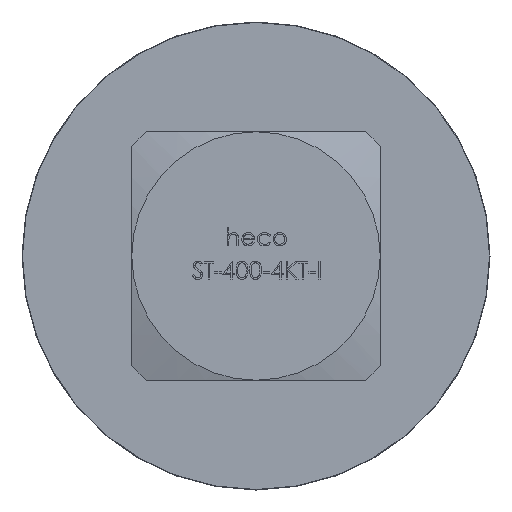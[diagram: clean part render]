
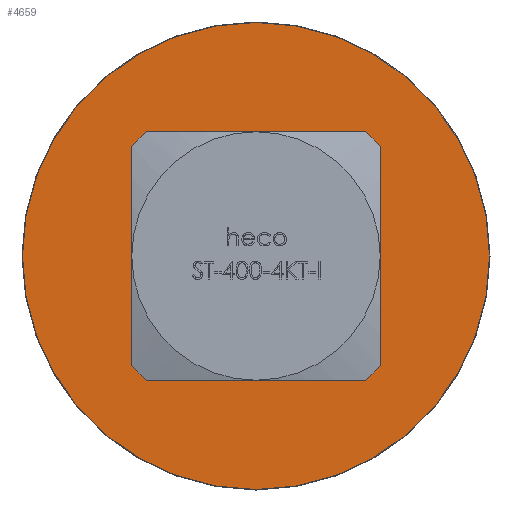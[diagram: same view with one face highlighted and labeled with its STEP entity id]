
A CAD part, front view. The second image highlights one B-rep face of the part: STEP entity #4659.
In plain terms, the highlighted planar face has unit normal (0, -1, 0).
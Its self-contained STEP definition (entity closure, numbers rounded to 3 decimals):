
#81 = DIRECTION ( 'NONE',  ( 0., 1., 0. ) ) ;
#130 = DIRECTION ( 'NONE',  ( 0., 0., 1. ) ) ;
#186 = PLANE ( 'NONE',  #11611 ) ;
#187 = CARTESIAN_POINT ( 'NONE',  ( 0., 20., 0. ) ) ;
#226 = CARTESIAN_POINT ( 'NONE',  ( 30., 20., 30. ) ) ;
#227 = DIRECTION ( 'NONE',  ( 1., 0., 0. ) ) ;
#1237 = VERTEX_POINT ( 'NONE', #4537 ) ;
#1790 = DIRECTION ( 'NONE',  ( 1., 0., 0. ) ) ;
#1794 = DIRECTION ( 'NONE',  ( 0., -1., 0. ) ) ;
#1796 = CARTESIAN_POINT ( 'NONE',  ( 0., 20., 0. ) ) ;
#1962 = DIRECTION ( 'NONE',  ( 0., 0., 1. ) ) ;
#1964 = CARTESIAN_POINT ( 'NONE',  ( -30., 20., 30. ) ) ;
#2128 = DIRECTION ( 'NONE',  ( 0., 0., -1. ) ) ;
#2130 = CARTESIAN_POINT ( 'NONE',  ( 30., 20., -30. ) ) ;
#2346 = DIRECTION ( 'NONE',  ( 1., 0., 0. ) ) ;
#2348 = DIRECTION ( 'NONE',  ( 0., -1., 0. ) ) ;
#2350 = CARTESIAN_POINT ( 'NONE',  ( 0., 20., 0. ) ) ;
#2626 = VERTEX_POINT ( 'NONE', #7318 ) ;
#2640 = EDGE_LOOP ( 'NONE', ( #7165 ) ) ;
#2864 = VERTEX_POINT ( 'NONE', #7408 ) ;
#2882 = VERTEX_POINT ( 'NONE', #7317 ) ;
#3084 = EDGE_LOOP ( 'NONE', ( #7213, #3136, #7171, #7066, #3700, #6865, #6891, #6869 ) ) ;
#3136 = ORIENTED_EDGE ( 'NONE', *, *, #8270, .F. ) ;
#3152 = VERTEX_POINT ( 'NONE', #7392 ) ;
#3169 = VERTEX_POINT ( 'NONE', #7387 ) ;
#3186 = VERTEX_POINT ( 'NONE', #7359 ) ;
#3191 = VERTEX_POINT ( 'NONE', #7327 ) ;
#3322 = VERTEX_POINT ( 'NONE', #10861 ) ;
#3700 = ORIENTED_EDGE ( 'NONE', *, *, #8292, .T. ) ;
#3733 = CIRCLE ( 'NONE', #12123, 40. ) ;
#3738 = VECTOR ( 'NONE', #11889, 1000. ) ;
#3739 = LINE ( 'NONE', #11890, #3738 ) ;
#3971 = DIRECTION ( 'NONE',  ( 1., 0., 0. ) ) ;
#3972 = DIRECTION ( 'NONE',  ( 0., -1., 0. ) ) ;
#3973 = CARTESIAN_POINT ( 'NONE',  ( 0., 20., 0. ) ) ;
#4537 = CARTESIAN_POINT ( 'NONE',  ( 56.401, 20., 0. ) ) ;
#4659 = ADVANCED_FACE ( 'NONE', ( #12004, #12003 ), #186, .F. ) ;
#4829 = CARTESIAN_POINT ( 'NONE',  ( 0., 20., 0. ) ) ;
#4830 = DIRECTION ( 'NONE',  ( 0., -1., 0. ) ) ;
#4832 = DIRECTION ( 'NONE',  ( 1., 0., 0. ) ) ;
#5582 = AXIS2_PLACEMENT_3D ( 'NONE', #4829, #4830, #4832 ) ;
#5584 = AXIS2_PLACEMENT_3D ( 'NONE', #2350, #2348, #2346 ) ;
#5588 = AXIS2_PLACEMENT_3D ( 'NONE', #1796, #1794, #1790 ) ;
#6865 = ORIENTED_EDGE ( 'NONE', *, *, #8313, .F. ) ;
#6869 = ORIENTED_EDGE ( 'NONE', *, *, #8493, .F. ) ;
#6891 = ORIENTED_EDGE ( 'NONE', *, *, #8636, .T. ) ;
#7066 = ORIENTED_EDGE ( 'NONE', *, *, #8627, .F. ) ;
#7165 = ORIENTED_EDGE ( 'NONE', *, *, #8224, .T. ) ;
#7171 = ORIENTED_EDGE ( 'NONE', *, *, #8478, .T. ) ;
#7213 = ORIENTED_EDGE ( 'NONE', *, *, #8280, .T. ) ;
#7317 = CARTESIAN_POINT ( 'NONE',  ( -30., 20., -26.458 ) ) ;
#7318 = CARTESIAN_POINT ( 'NONE',  ( -26.458, 20., 30. ) ) ;
#7327 = CARTESIAN_POINT ( 'NONE',  ( 26.458, 20., -30. ) ) ;
#7359 = CARTESIAN_POINT ( 'NONE',  ( 26.458, 20., 30. ) ) ;
#7387 = CARTESIAN_POINT ( 'NONE',  ( -30., 20., 26.458 ) ) ;
#7392 = CARTESIAN_POINT ( 'NONE',  ( -26.458, 20., -30. ) ) ;
#7408 = CARTESIAN_POINT ( 'NONE',  ( 30., 20., -26.458 ) ) ;
#8224 = EDGE_CURVE ( 'NONE', #1237, #1237, #8689, .T. ) ;
#8270 = EDGE_CURVE ( 'NONE', #3191, #2864, #9456, .T. ) ;
#8280 = EDGE_CURVE ( 'NONE', #3322, #2864, #9444, .T. ) ;
#8292 = EDGE_CURVE ( 'NONE', #2882, #3169, #9446, .T. ) ;
#8313 = EDGE_CURVE ( 'NONE', #2626, #3169, #9239, .T. ) ;
#8478 = EDGE_CURVE ( 'NONE', #3191, #3152, #3739, .T. ) ;
#8493 = EDGE_CURVE ( 'NONE', #3322, #3186, #3733, .T. ) ;
#8627 = EDGE_CURVE ( 'NONE', #2882, #3152, #10078, .T. ) ;
#8636 = EDGE_CURVE ( 'NONE', #2626, #3186, #10095, .T. ) ;
#8689 = CIRCLE ( 'NONE', #5582, 56.401 ) ;
#9047 = AXIS2_PLACEMENT_3D ( 'NONE', #3973, #3972, #3971 ) ;
#9239 = CIRCLE ( 'NONE', #5588, 40. ) ;
#9444 = LINE ( 'NONE', #2130, #9445 ) ;
#9445 = VECTOR ( 'NONE', #2128, 1000. ) ;
#9446 = LINE ( 'NONE', #1964, #9457 ) ;
#9456 = CIRCLE ( 'NONE', #5584, 40. ) ;
#9457 = VECTOR ( 'NONE', #1962, 1000. ) ;
#10078 = CIRCLE ( 'NONE', #9047, 40. ) ;
#10095 = LINE ( 'NONE', #226, #10096 ) ;
#10096 = VECTOR ( 'NONE', #227, 1000. ) ;
#10861 = CARTESIAN_POINT ( 'NONE',  ( 30., 20., 26.458 ) ) ;
#11611 = AXIS2_PLACEMENT_3D ( 'NONE', #187, #81, #130 ) ;
#11717 = DIRECTION ( 'NONE',  ( 1., 0., 0. ) ) ;
#11718 = DIRECTION ( 'NONE',  ( 0., -1., 0. ) ) ;
#11719 = CARTESIAN_POINT ( 'NONE',  ( 0., 20., 0. ) ) ;
#11889 = DIRECTION ( 'NONE',  ( -1., 0., 0. ) ) ;
#11890 = CARTESIAN_POINT ( 'NONE',  ( -30., 20., -30. ) ) ;
#12003 = FACE_BOUND ( 'NONE', #3084, .T. ) ;
#12004 = FACE_OUTER_BOUND ( 'NONE', #2640, .T. ) ;
#12123 = AXIS2_PLACEMENT_3D ( 'NONE', #11719, #11718, #11717 ) ;
